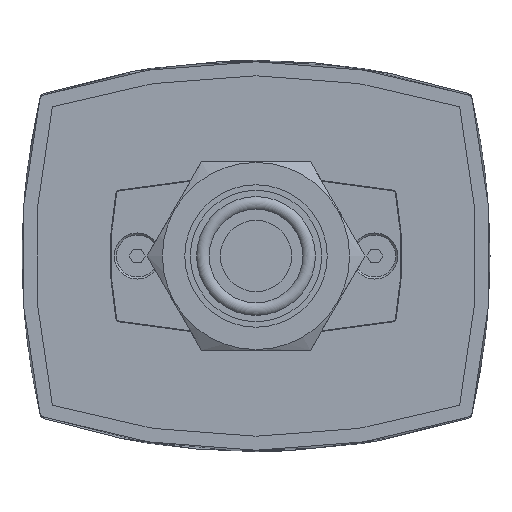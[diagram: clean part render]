
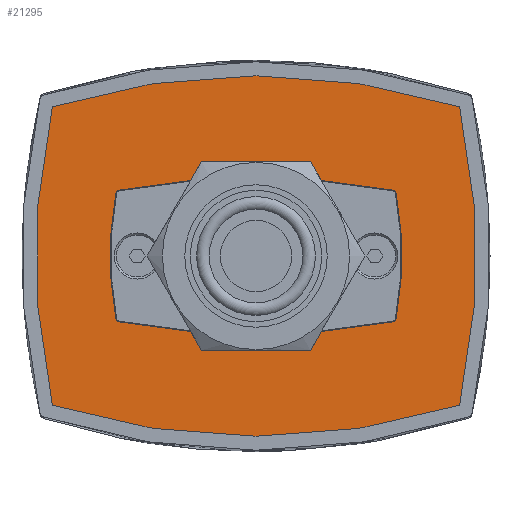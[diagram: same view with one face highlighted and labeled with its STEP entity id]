
A CAD part, front view. The second image highlights one B-rep face of the part: STEP entity #21295.
In plain terms, the highlighted planar face has unit normal (0, -1, 0).
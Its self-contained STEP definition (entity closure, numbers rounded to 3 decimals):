
#137=FACE_BOUND('',#7189,.T.);
#278=PLANE('',#22590);
#6036=FACE_OUTER_BOUND('',#7188,.T.);
#7188=EDGE_LOOP('',(#14516,#14517,#14518,#14519));
#7189=EDGE_LOOP('',(#14520,#14521,#14522,#14523,#14524,#14525,#14526,#14527));
#8445=CIRCLE('',#22555,48.4);
#8447=CIRCLE('',#22558,0.6);
#8449=CIRCLE('',#22561,98.5);
#8451=CIRCLE('',#22564,0.6);
#8453=CIRCLE('',#22567,48.4);
#8455=CIRCLE('',#22570,0.6);
#8457=CIRCLE('',#22573,98.5);
#8459=CIRCLE('',#22576,0.6);
#8461=CIRCLE('',#22579,98.);
#8463=CIRCLE('',#22582,98.);
#8465=CIRCLE('',#22585,98.);
#8467=CIRCLE('',#22588,98.);
#9115=VERTEX_POINT('',#30824);
#9116=VERTEX_POINT('',#30825);
#9119=VERTEX_POINT('',#30833);
#9121=VERTEX_POINT('',#30839);
#9123=VERTEX_POINT('',#30845);
#9125=VERTEX_POINT('',#30851);
#9127=VERTEX_POINT('',#30857);
#9129=VERTEX_POINT('',#30863);
#9131=VERTEX_POINT('',#30872);
#9132=VERTEX_POINT('',#30873);
#9135=VERTEX_POINT('',#30881);
#9137=VERTEX_POINT('',#30887);
#11203=EDGE_CURVE('',#9115,#9116,#8445,.T.);
#11207=EDGE_CURVE('',#9116,#9119,#8447,.T.);
#11210=EDGE_CURVE('',#9119,#9121,#8449,.T.);
#11213=EDGE_CURVE('',#9121,#9123,#8451,.T.);
#11216=EDGE_CURVE('',#9123,#9125,#8453,.T.);
#11219=EDGE_CURVE('',#9125,#9127,#8455,.T.);
#11222=EDGE_CURVE('',#9127,#9129,#8457,.T.);
#11225=EDGE_CURVE('',#9129,#9115,#8459,.T.);
#11227=EDGE_CURVE('',#9131,#9132,#8461,.T.);
#11231=EDGE_CURVE('',#9132,#9135,#8463,.T.);
#11234=EDGE_CURVE('',#9135,#9137,#8465,.T.);
#11237=EDGE_CURVE('',#9137,#9131,#8467,.T.);
#14516=ORIENTED_EDGE('',*,*,#11227,.F.);
#14517=ORIENTED_EDGE('',*,*,#11237,.F.);
#14518=ORIENTED_EDGE('',*,*,#11234,.F.);
#14519=ORIENTED_EDGE('',*,*,#11231,.F.);
#14520=ORIENTED_EDGE('',*,*,#11203,.T.);
#14521=ORIENTED_EDGE('',*,*,#11207,.T.);
#14522=ORIENTED_EDGE('',*,*,#11210,.T.);
#14523=ORIENTED_EDGE('',*,*,#11213,.T.);
#14524=ORIENTED_EDGE('',*,*,#11216,.T.);
#14525=ORIENTED_EDGE('',*,*,#11219,.T.);
#14526=ORIENTED_EDGE('',*,*,#11222,.T.);
#14527=ORIENTED_EDGE('',*,*,#11225,.T.);
#21295=ADVANCED_FACE('',(#6036,#137),#278,.T.);
#22555=AXIS2_PLACEMENT_3D('',#30826,#24520,#24521);
#22558=AXIS2_PLACEMENT_3D('',#30834,#24528,#24529);
#22561=AXIS2_PLACEMENT_3D('',#30840,#24535,#24536);
#22564=AXIS2_PLACEMENT_3D('',#30846,#24542,#24543);
#22567=AXIS2_PLACEMENT_3D('',#30852,#24549,#24550);
#22570=AXIS2_PLACEMENT_3D('',#30858,#24556,#24557);
#22573=AXIS2_PLACEMENT_3D('',#30864,#24563,#24564);
#22576=AXIS2_PLACEMENT_3D('',#30869,#24570,#24571);
#22579=AXIS2_PLACEMENT_3D('',#30874,#24576,#24577);
#22582=AXIS2_PLACEMENT_3D('',#30882,#24584,#24585);
#22585=AXIS2_PLACEMENT_3D('',#30888,#24591,#24592);
#22588=AXIS2_PLACEMENT_3D('',#30893,#24598,#24599);
#22590=AXIS2_PLACEMENT_3D('',#30895,#24602,#24603);
#24520=DIRECTION('center_axis',(0.,1.,0.));
#24521=DIRECTION('ref_axis',(0.983,0.,-0.185));
#24528=DIRECTION('center_axis',(0.,1.,0.));
#24529=DIRECTION('ref_axis',(0.199,0.,-0.98));
#24535=DIRECTION('center_axis',(0.,1.,0.));
#24536=DIRECTION('ref_axis',(-0.199,0.,-0.98));
#24542=DIRECTION('center_axis',(0.,1.,0.));
#24543=DIRECTION('ref_axis',(-0.983,0.,-0.185));
#24549=DIRECTION('center_axis',(0.,1.,0.));
#24550=DIRECTION('ref_axis',(-0.983,0.,0.185));
#24556=DIRECTION('center_axis',(0.,1.,0.));
#24557=DIRECTION('ref_axis',(-0.199,0.,0.98));
#24563=DIRECTION('center_axis',(0.,1.,0.));
#24564=DIRECTION('ref_axis',(0.199,0.,0.98));
#24570=DIRECTION('center_axis',(0.,1.,0.));
#24571=DIRECTION('ref_axis',(0.983,0.,0.185));
#24576=DIRECTION('center_axis',(0.,1.,0.));
#24577=DIRECTION('ref_axis',(0.976,0.,-0.218));
#24584=DIRECTION('center_axis',(0.,1.,0.));
#24585=DIRECTION('ref_axis',(-0.297,0.,-0.955));
#24591=DIRECTION('center_axis',(0.,1.,0.));
#24592=DIRECTION('ref_axis',(-0.976,0.,0.218));
#24598=DIRECTION('center_axis',(0.,1.,0.));
#24599=DIRECTION('ref_axis',(0.297,0.,0.955));
#24602=DIRECTION('center_axis',(0.,-1.,0.));
#24603=DIRECTION('ref_axis',(-1.,0.,0.));
#30824=CARTESIAN_POINT('',(20.064,0.,8.954));
#30825=CARTESIAN_POINT('',(20.064,0.,-8.954));
#30826=CARTESIAN_POINT('Origin',(-27.5,0.,
0.));
#30833=CARTESIAN_POINT('',(19.594,0.,-9.431));
#30834=CARTESIAN_POINT('Origin',(19.475,0.,
-8.843));
#30839=CARTESIAN_POINT('',(-19.594,0.,-9.431));
#30840=CARTESIAN_POINT('Origin',(0.,0.,
87.1));
#30845=CARTESIAN_POINT('',(-20.064,0.,-8.954));
#30846=CARTESIAN_POINT('Origin',(-19.475,0.,-8.843));
#30851=CARTESIAN_POINT('',(-20.064,0.,8.954));
#30852=CARTESIAN_POINT('Origin',(27.5,0.,0.));
#30857=CARTESIAN_POINT('',(-19.594,0.,9.431));
#30858=CARTESIAN_POINT('Origin',(-19.475,0.,
8.843));
#30863=CARTESIAN_POINT('',(19.594,0.,9.431));
#30864=CARTESIAN_POINT('Origin',(0.,0.,
-87.1));
#30869=CARTESIAN_POINT('Origin',(19.475,0.,
8.843));
#30872=CARTESIAN_POINT('',(-29.142,0.,-21.367));
#30873=CARTESIAN_POINT('',(-29.142,0.,21.367));
#30874=CARTESIAN_POINT('Origin',(66.5,0.,0.));
#30881=CARTESIAN_POINT('',(29.142,0.,21.367));
#30882=CARTESIAN_POINT('Origin',(0.,0.,
-72.2));
#30887=CARTESIAN_POINT('',(29.142,0.,-21.367));
#30888=CARTESIAN_POINT('Origin',(-66.5,0.,0.));
#30893=CARTESIAN_POINT('Origin',(0.,0.,
72.2));
#30895=CARTESIAN_POINT('Origin',(0.,0.,
0.));
